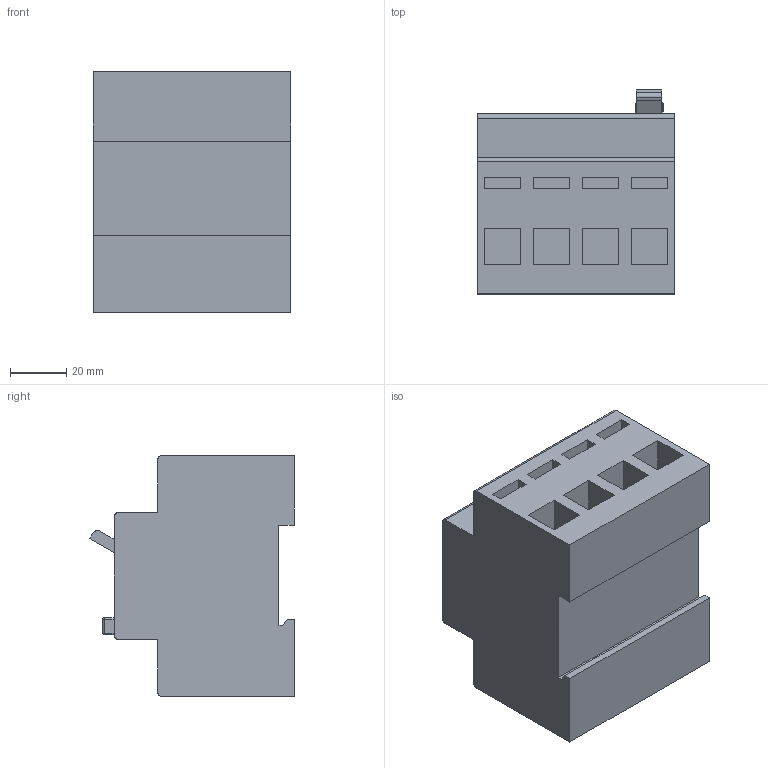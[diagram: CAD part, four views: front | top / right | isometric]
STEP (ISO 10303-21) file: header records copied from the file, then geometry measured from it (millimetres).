
FILE_DESCRIPTION (( 'STEP AP214' ), '1' );
FILE_NAME ('CtecX3B-4-W.STEP', '2020-05-26T12:59:24', ( '' ), ( '' ), 'SwSTEP 2.0', 'SolidWorks 2020', '' );
FILE_SCHEMA (( 'AUTOMOTIVE_DESIGN' ));
Length unit declared in the file: millimetre
Products named in the file (1): CtecX3B-4-W
Bounding box: 70 x 72.43 x 85.5 mm (x, y, z)
Volume: 302163.6 mm3; surface area: 40582.6 mm2
Topology: 1 solids, 1 shells, 510 faces, 1351 edges, 894 vertices
Faces by surface type: plane 330, cylinder 92, bspline 84, sphere 4
Entity records: 24341 total; most frequent: CARTESIAN_POINT 7944, ORIENTED_EDGE 2694, DIRECTION 2211, EDGE_CURVE 1347, LINE 993, VECTOR 993, VERTEX_POINT 894, AXIS2_PLACEMENT_3D 609
